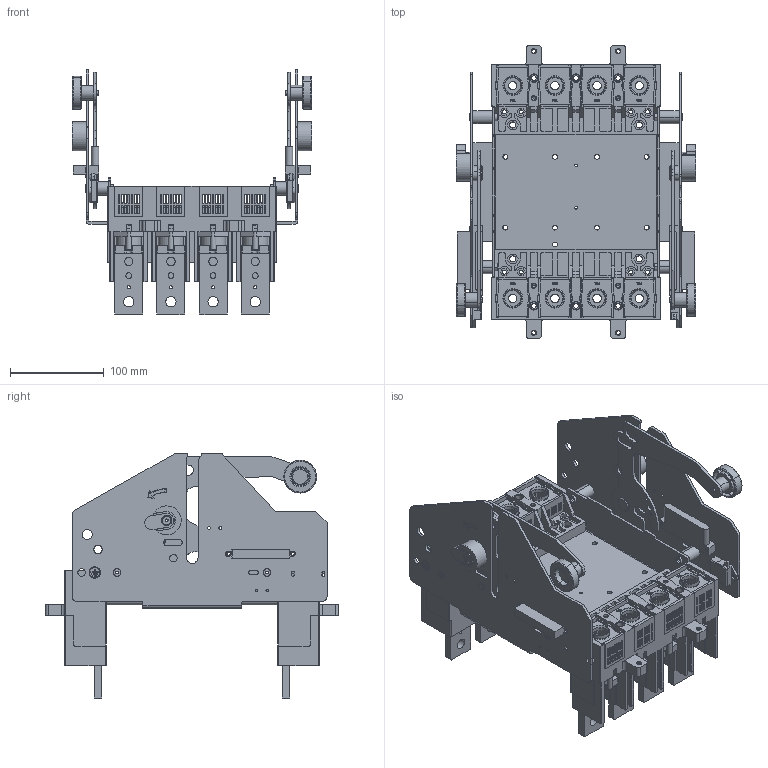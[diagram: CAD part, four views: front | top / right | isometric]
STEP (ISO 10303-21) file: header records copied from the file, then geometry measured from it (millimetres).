
FILE_DESCRIPTION((''),'2;1');
FILE_NAME('9M3-4P0001_ASM','2021-09-07T09:50:03',('zhxmin'),(''),'CREO PARAMETRIC BY PTC INC, 2018020','CREO PARAMETRIC BY PTC INC, 2018020','');
FILE_SCHEMA(('CONFIG_CONTROL_DESIGN','SHAPE_APPEARANCE_LAYERS_GROUPS'));
Length unit declared in the file: metre
Products named in the file (20): WF8_253_534; WF8_205_716; WF8_724_502; WF8_205_719; 3WF8_253_532; WL8_024_770; 3WF8_253_537; 3WF8_253_533; 3WF8_024_779; 2WF8_135_5060; WF8_205_715; 2WF8_135_5070; WL8_300_106-1; WL8_325_037-1; 2WL5_024_162-1-194; 2WL5_024_162-1-221; 2WL5_024_162-1-232; 3WL8_024_681-1; 9M3-4P_10001_ASM; 9M3-4P0001_ASM
Assembly tree (46 placements, depth 3):
  9M3-4P0001_ASM
    9M3-4P_10001_ASM
      WF8_253_534  x2
      WF8_205_716  x2
      WF8_724_502  x2
      WF8_205_719  x2
      3WF8_253_532  x2
      WL8_024_770  x2
      3WF8_253_537
      3WF8_253_533
      3WF8_024_779  x2
      2WF8_135_5060
      WF8_205_715  x4
      2WF8_135_5070
      WL8_300_106-1  x8
      WL8_325_037-1  x8
      2WL5_024_162-1-194  x2
      2WL5_024_162-1-221  x2
      2WL5_024_162-1-232  x2
      3WL8_024_681-1
Bounding box: 256 x 313 x 262.5 mm (x, y, z)
Volume: 1367294.5 mm3; surface area: 751845.9 mm2
Topology: 45 solids, 47 shells, 4412 faces, 13236 edges, 9052 vertices
Faces by surface type: plane 2514, cylinder 1614, extrusion 144, torus 72, cone 68
Entity records: 71002 total; most frequent: CARTESIAN_POINT 11355, DIRECTION 10126, ORIENTED_EDGE 9816, EDGE_CURVE 4908, AXIS2_PLACEMENT_3D 3503, VERTEX_POINT 3327, VECTOR 3120, LINE 3102
